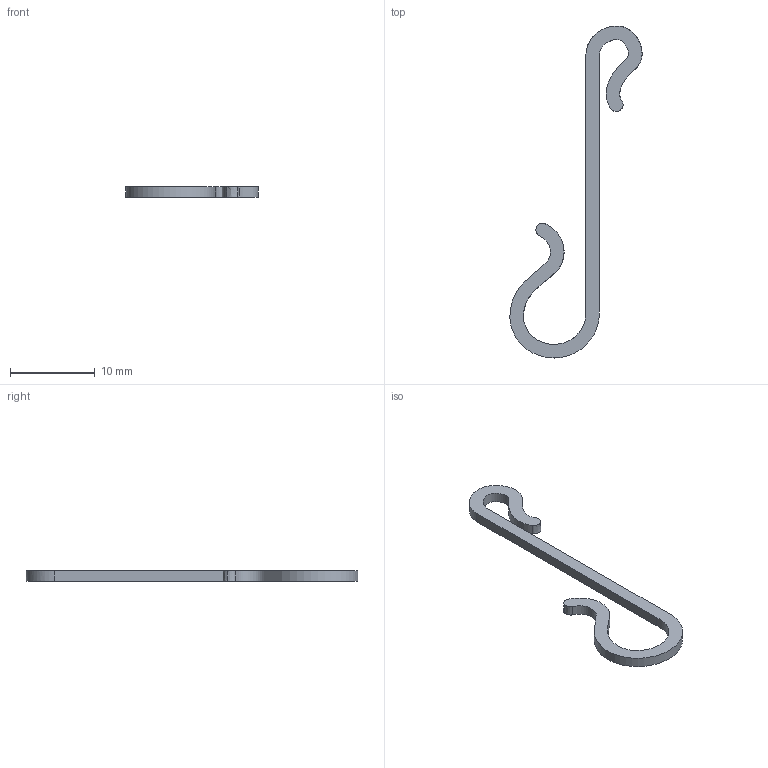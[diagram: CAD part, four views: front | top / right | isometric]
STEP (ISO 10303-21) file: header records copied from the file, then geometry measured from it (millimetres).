
FILE_DESCRIPTION(/* description */ (''),/* implementation_level */ '2;1');
FILE_NAME(/* name */ 'Christmas Ornament Hooks.step',/* time_stamp */ '2025-10-17T08:40:34-05:00',/* author */ (''),/* organization */ (''),/* preprocessor_version */ 'ST-DEVELOPER v20.1',/* originating_system */ 'Autodesk Translation Framework v14.17.0.0',/* authorisation */ '');
FILE_SCHEMA (('AUTOMOTIVE_DESIGN { 1 0 10303 214 3 1 1 }'));
Length unit declared in the file: millimetre
Products named in the file (2): (Unsaved); Hook Style
Assembly tree (1 placements, depth 2):
  (Unsaved)
    Hook Style
Bounding box: 15.57 x 39.11 x 1.2 mm (x, y, z)
Volume: 140.7 mm3; surface area: 411.3 mm2
Topology: 1 solids, 1 shells, 12 faces, 30 edges, 20 vertices
Faces by surface type: bspline 8, plane 4
Entity records: 1009 total; most frequent: CARTESIAN_POINT 741, ORIENTED_EDGE 60, EDGE_CURVE 30, DIRECTION 22, VERTEX_POINT 20, B_SPLINE_CURVE_WITH_KNOTS 18, FACE_OUTER_BOUND 12, EDGE_LOOP 12
